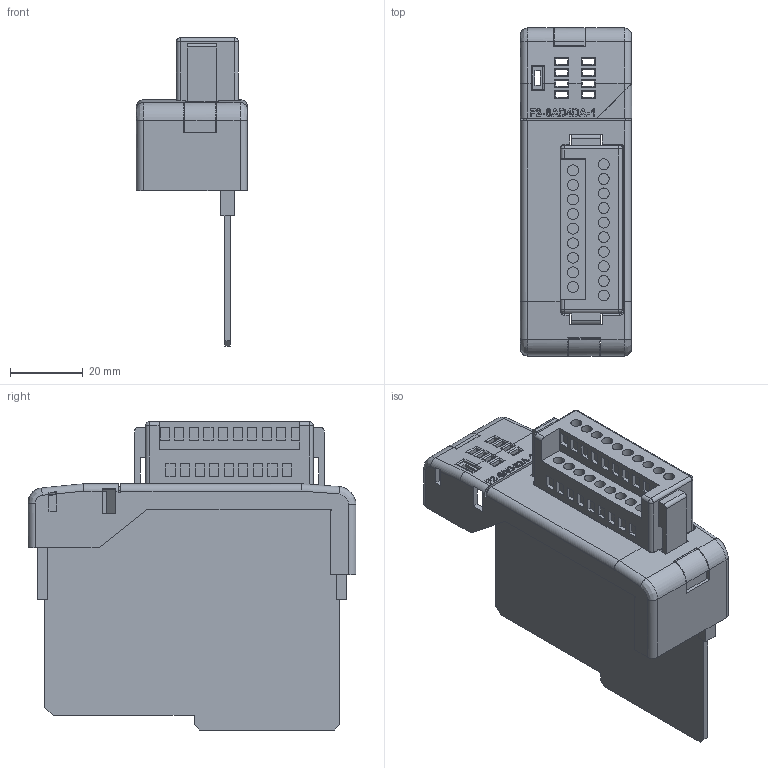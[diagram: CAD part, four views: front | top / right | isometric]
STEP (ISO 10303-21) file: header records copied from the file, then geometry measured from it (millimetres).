
FILE_DESCRIPTION (( 'STEP AP214' ), '1' );
FILE_NAME ('F2-8AD4DA-1.STEP', '2023-07-24T22:57:36', ( '' ), ( '' ), 'SwSTEP 2.0', 'SolidWorks 2021', '' );
FILE_SCHEMA (( 'AUTOMOTIVE_DESIGN' ));
Length unit declared in the file: inch
Products named in the file (1): F2-8AD4DA-1
Bounding box: 30.55 x 90 x 84.6 mm (x, y, z)
Volume: 30556.8 mm3; surface area: 32610.4 mm2
Topology: 2 solids, 2 shells, 669 faces, 1816 edges, 1182 vertices
Faces by surface type: plane 444, cylinder 158, bspline 67
Entity records: 26473 total; most frequent: CARTESIAN_POINT 7978, ORIENTED_EDGE 3624, DIRECTION 2903, EDGE_CURVE 1812, LINE 1387, VECTOR 1387, VERTEX_POINT 1182, AXIS2_PLACEMENT_3D 758
